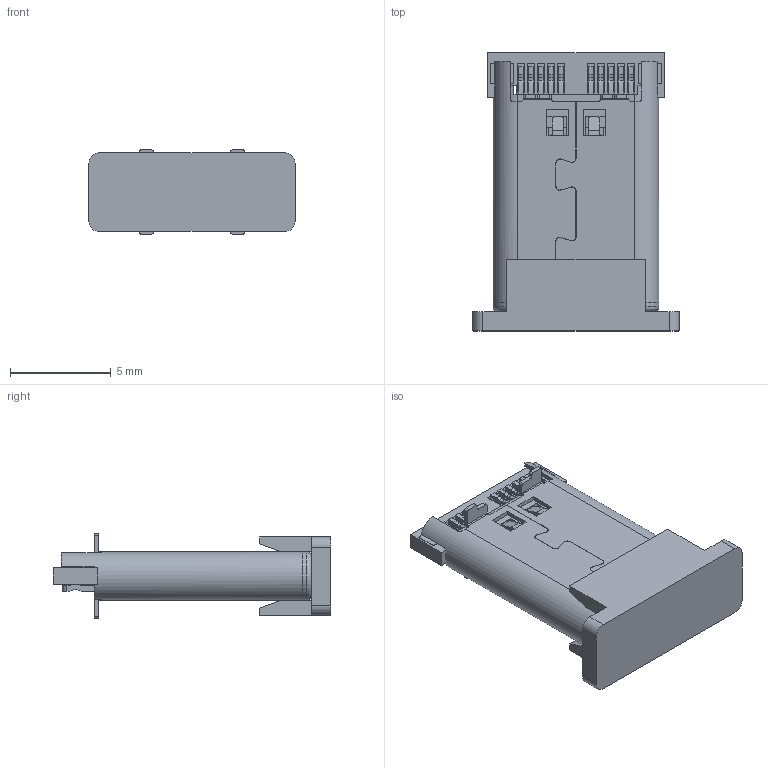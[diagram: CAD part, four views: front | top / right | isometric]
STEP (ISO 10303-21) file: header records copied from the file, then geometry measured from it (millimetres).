
FILE_DESCRIPTION(/* description */ ('Unknown'),/* implementation_level */ '2;1');
FILE_NAME(/* name */ '632712000011',/* time_stamp */ '2018-09-25T13:50:06+02:00',/* author */ ('Unknown'),/* organization */ ('Unknown'),/* preprocessor_version */ 'ST-DEVELOPER v16.7',/* originating_system */ 'DEX',/* authorisation */ $);
FILE_SCHEMA (('AUTOMOTIVE_DESIGN {1 0 10303 214 3 1 1}'));
Length unit declared in the file: millimetre
Products named in the file (10): 632712000011; 632712000011_Housing; 632712000011_Housing1; 632712000011_Housing2; 632712000011_Pin2; 632712000011_Pin1; 632712000011_Contact; 632712000011_CAP; 632712000011_Layout; 632712000011_Shielding
Assembly tree (31 placements, depth 2):
  632712000011
    632712000011_Housing
    632712000011_Housing1
    632712000011_Housing2
    632712000011_Pin2
    632712000011_Pin1  x22
    632712000011_Contact  x2
    632712000011_CAP
    632712000011_Layout
    632712000011_Shielding
Bounding box: 10.25 x 13.82 x 4.2 mm (x, y, z)
Volume: 227.6 mm3; surface area: 1619.3 mm2
Topology: 31 solids, 31 shells, 1934 faces, 5720 edges, 3787 vertices
Faces by surface type: plane 1443, cylinder 475, bspline 8, cone 4, torus 2, sphere 2
Full cylindrical faces by diameter (mm): 0.4 x7
Entity records: 44662 total; most frequent: CARTESIAN_POINT 7953, ORIENTED_EDGE 7684, DIRECTION 6872, EDGE_CURVE 3842, LINE 3304, VECTOR 3304, VERTEX_POINT 2541, AXIS2_PLACEMENT_3D 1784
